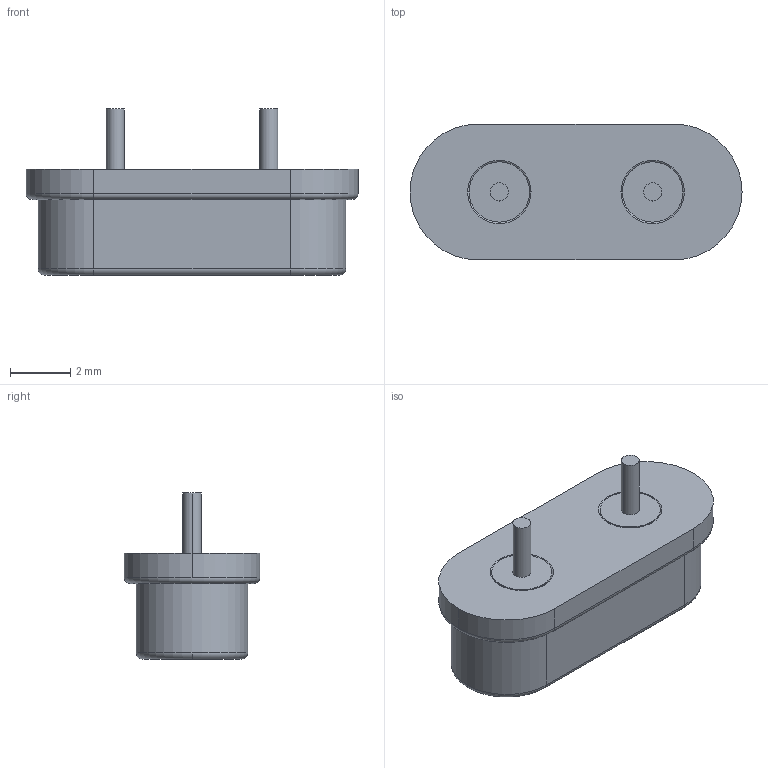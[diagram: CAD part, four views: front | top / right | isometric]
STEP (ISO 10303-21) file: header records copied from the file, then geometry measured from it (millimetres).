
FILE_DESCRIPTION (( 'STEP AP214' ), '1' );
FILE_NAME ('Cristal 16MHz.STEP', '2018-03-12T19:59:38', ( '' ), ( '' ), 'SwSTEP 2.0', 'SolidWorks 2016', '' );
FILE_SCHEMA (( 'AUTOMOTIVE_DESIGN' ));
Length unit declared in the file: millimetre
Products named in the file (4): Peça1^Cristal 16MHz; Peça2^Cristal 16MHz; Corpo; Cristal 16MHz
Assembly tree (2 placements, depth 2):
  Peça2^Cristal 16MHz
  Cristal 16MHz
    Corpo
    Peça1^Cristal 16MHz
Bounding box: 11 x 4.5 x 5.5 mm (x, y, z)
Volume: 18 mm3; surface area: 348.3 mm2
Topology: 3 solids, 3 shells, 129 faces, 301 edges, 194 vertices
Faces by surface type: bspline 42, plane 39, cylinder 32, torus 16
Entity records: 6946 total; most frequent: CARTESIAN_POINT 3375, ORIENTED_EDGE 602, DIRECTION 493, EDGE_CURVE 301, VERTEX_POINT 194, AXIS2_PLACEMENT_3D 184, EDGE_LOOP 147, FACE_OUTER_BOUND 129
